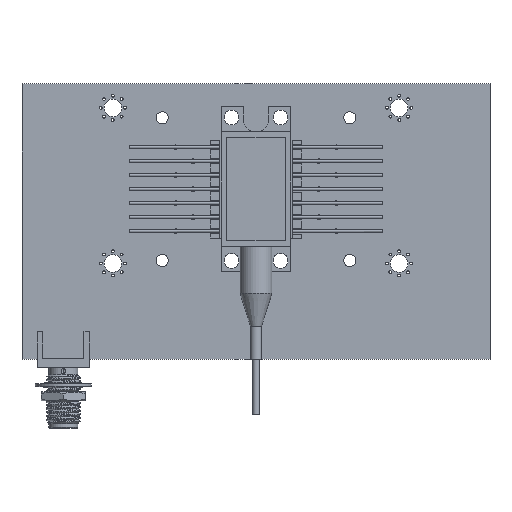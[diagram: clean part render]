
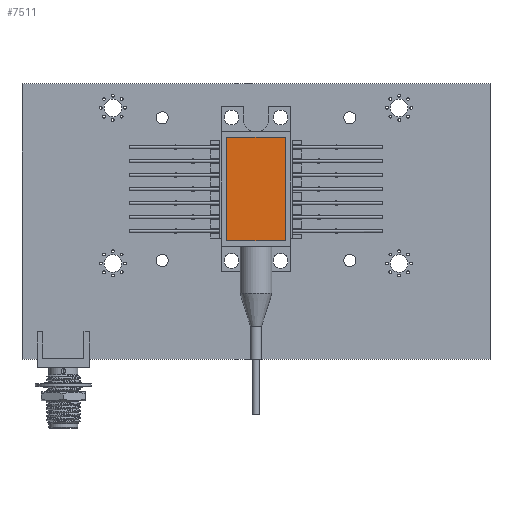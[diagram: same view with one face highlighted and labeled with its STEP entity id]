
A CAD part, top view. The second image highlights one B-rep face of the part: STEP entity #7511.
In plain terms, the highlighted face is planar.
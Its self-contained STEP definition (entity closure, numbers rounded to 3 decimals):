
#7511 = ADVANCED_FACE('',(#7512),#7526,.T.);
#7512 = FACE_BOUND('',#7513,.T.);
#7513 = EDGE_LOOP('',(#7514,#7549,#7577,#7605));
#7514 = ORIENTED_EDGE('',*,*,#7515,.T.);
#7515 = EDGE_CURVE('',#7516,#7518,#7520,.T.);
#7516 = VERTEX_POINT('',#7517);
#7517 = CARTESIAN_POINT('',(11.4,9.51,5.35));
#7518 = VERTEX_POINT('',#7519);
#7519 = CARTESIAN_POINT('',(11.4,9.51,-5.35));
#7520 = SURFACE_CURVE('',#7521,(#7525,#7537),.PCURVE_S1.);
#7521 = LINE('',#7522,#7523);
#7522 = CARTESIAN_POINT('',(11.4,9.51,-5.35));
#7523 = VECTOR('',#7524,1.);
#7524 = DIRECTION('',(0.,0.,-1.));
#7525 = PCURVE('',#7526,#7531);
#7526 = PLANE('',#7527);
#7527 = AXIS2_PLACEMENT_3D('',#7528,#7529,#7530);
#7528 = CARTESIAN_POINT('',(0.,9.51,0.));
#7529 = DIRECTION('',(0.,1.,0.));
#7530 = DIRECTION('',(0.,-0.,1.));
#7531 = DEFINITIONAL_REPRESENTATION('',(#7532),#7536);
#7532 = LINE('',#7533,#7534);
#7533 = CARTESIAN_POINT('',(-5.35,11.4));
#7534 = VECTOR('',#7535,1.);
#7535 = DIRECTION('',(-1.,0.));
#7536 = ( GEOMETRIC_REPRESENTATION_CONTEXT(2) 
PARAMETRIC_REPRESENTATION_CONTEXT() REPRESENTATION_CONTEXT('2D SPACE',''
  ) );
#7537 = PCURVE('',#7538,#7543);
#7538 = PLANE('',#7539);
#7539 = AXIS2_PLACEMENT_3D('',#7540,#7541,#7542);
#7540 = CARTESIAN_POINT('',(11.4,9.51,-5.35));
#7541 = DIRECTION('',(-1.,0.,0.));
#7542 = DIRECTION('',(0.,0.,1.));
#7543 = DEFINITIONAL_REPRESENTATION('',(#7544),#7548);
#7544 = LINE('',#7545,#7546);
#7545 = CARTESIAN_POINT('',(0.,0.));
#7546 = VECTOR('',#7547,1.);
#7547 = DIRECTION('',(-1.,0.));
#7548 = ( GEOMETRIC_REPRESENTATION_CONTEXT(2) 
PARAMETRIC_REPRESENTATION_CONTEXT() REPRESENTATION_CONTEXT('2D SPACE',''
  ) );
#7549 = ORIENTED_EDGE('',*,*,#7550,.T.);
#7550 = EDGE_CURVE('',#7518,#7551,#7553,.T.);
#7551 = VERTEX_POINT('',#7552);
#7552 = CARTESIAN_POINT('',(-7.4,9.51,-5.35));
#7553 = SURFACE_CURVE('',#7554,(#7558,#7565),.PCURVE_S1.);
#7554 = LINE('',#7555,#7556);
#7555 = CARTESIAN_POINT('',(-7.4,9.51,-5.35));
#7556 = VECTOR('',#7557,1.);
#7557 = DIRECTION('',(-1.,0.,0.));
#7558 = PCURVE('',#7526,#7559);
#7559 = DEFINITIONAL_REPRESENTATION('',(#7560),#7564);
#7560 = LINE('',#7561,#7562);
#7561 = CARTESIAN_POINT('',(-5.35,-7.4));
#7562 = VECTOR('',#7563,1.);
#7563 = DIRECTION('',(0.,-1.));
#7564 = ( GEOMETRIC_REPRESENTATION_CONTEXT(2) 
PARAMETRIC_REPRESENTATION_CONTEXT() REPRESENTATION_CONTEXT('2D SPACE',''
  ) );
#7565 = PCURVE('',#7566,#7571);
#7566 = PLANE('',#7567);
#7567 = AXIS2_PLACEMENT_3D('',#7568,#7569,#7570);
#7568 = CARTESIAN_POINT('',(-7.4,9.51,-5.35));
#7569 = DIRECTION('',(0.,0.,1.));
#7570 = DIRECTION('',(1.,0.,-0.));
#7571 = DEFINITIONAL_REPRESENTATION('',(#7572),#7576);
#7572 = LINE('',#7573,#7574);
#7573 = CARTESIAN_POINT('',(0.,0.));
#7574 = VECTOR('',#7575,1.);
#7575 = DIRECTION('',(-1.,0.));
#7576 = ( GEOMETRIC_REPRESENTATION_CONTEXT(2) 
PARAMETRIC_REPRESENTATION_CONTEXT() REPRESENTATION_CONTEXT('2D SPACE',''
  ) );
#7577 = ORIENTED_EDGE('',*,*,#7578,.T.);
#7578 = EDGE_CURVE('',#7551,#7579,#7581,.T.);
#7579 = VERTEX_POINT('',#7580);
#7580 = CARTESIAN_POINT('',(-7.4,9.51,5.35));
#7581 = SURFACE_CURVE('',#7582,(#7586,#7593),.PCURVE_S1.);
#7582 = LINE('',#7583,#7584);
#7583 = CARTESIAN_POINT('',(-7.4,9.51,-5.35));
#7584 = VECTOR('',#7585,1.);
#7585 = DIRECTION('',(0.,0.,1.));
#7586 = PCURVE('',#7526,#7587);
#7587 = DEFINITIONAL_REPRESENTATION('',(#7588),#7592);
#7588 = LINE('',#7589,#7590);
#7589 = CARTESIAN_POINT('',(-5.35,-7.4));
#7590 = VECTOR('',#7591,1.);
#7591 = DIRECTION('',(1.,0.));
#7592 = ( GEOMETRIC_REPRESENTATION_CONTEXT(2) 
PARAMETRIC_REPRESENTATION_CONTEXT() REPRESENTATION_CONTEXT('2D SPACE',''
  ) );
#7593 = PCURVE('',#7594,#7599);
#7594 = PLANE('',#7595);
#7595 = AXIS2_PLACEMENT_3D('',#7596,#7597,#7598);
#7596 = CARTESIAN_POINT('',(-7.4,9.51,-5.35));
#7597 = DIRECTION('',(1.,0.,-0.));
#7598 = DIRECTION('',(-0.,0.,-1.));
#7599 = DEFINITIONAL_REPRESENTATION('',(#7600),#7604);
#7600 = LINE('',#7601,#7602);
#7601 = CARTESIAN_POINT('',(0.,0.));
#7602 = VECTOR('',#7603,1.);
#7603 = DIRECTION('',(-1.,0.));
#7604 = ( GEOMETRIC_REPRESENTATION_CONTEXT(2) 
PARAMETRIC_REPRESENTATION_CONTEXT() REPRESENTATION_CONTEXT('2D SPACE',''
  ) );
#7605 = ORIENTED_EDGE('',*,*,#7606,.T.);
#7606 = EDGE_CURVE('',#7579,#7516,#7607,.T.);
#7607 = SURFACE_CURVE('',#7608,(#7612,#7619),.PCURVE_S1.);
#7608 = LINE('',#7609,#7610);
#7609 = CARTESIAN_POINT('',(-7.4,9.51,5.35));
#7610 = VECTOR('',#7611,1.);
#7611 = DIRECTION('',(1.,0.,0.));
#7612 = PCURVE('',#7526,#7613);
#7613 = DEFINITIONAL_REPRESENTATION('',(#7614),#7618);
#7614 = LINE('',#7615,#7616);
#7615 = CARTESIAN_POINT('',(5.35,-7.4));
#7616 = VECTOR('',#7617,1.);
#7617 = DIRECTION('',(0.,1.));
#7618 = ( GEOMETRIC_REPRESENTATION_CONTEXT(2) 
PARAMETRIC_REPRESENTATION_CONTEXT() REPRESENTATION_CONTEXT('2D SPACE',''
  ) );
#7619 = PCURVE('',#7620,#7625);
#7620 = PLANE('',#7621);
#7621 = AXIS2_PLACEMENT_3D('',#7622,#7623,#7624);
#7622 = CARTESIAN_POINT('',(-7.4,9.51,5.35));
#7623 = DIRECTION('',(0.,0.,-1.));
#7624 = DIRECTION('',(-1.,0.,-0.));
#7625 = DEFINITIONAL_REPRESENTATION('',(#7626),#7630);
#7626 = LINE('',#7627,#7628);
#7627 = CARTESIAN_POINT('',(0.,0.));
#7628 = VECTOR('',#7629,1.);
#7629 = DIRECTION('',(-1.,0.));
#7630 = ( GEOMETRIC_REPRESENTATION_CONTEXT(2) 
PARAMETRIC_REPRESENTATION_CONTEXT() REPRESENTATION_CONTEXT('2D SPACE',''
  ) );
